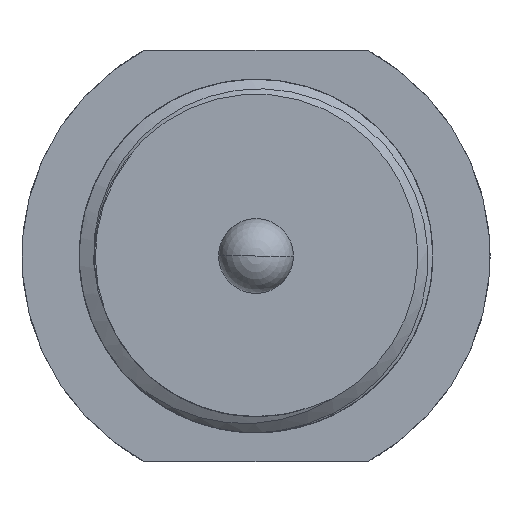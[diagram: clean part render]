
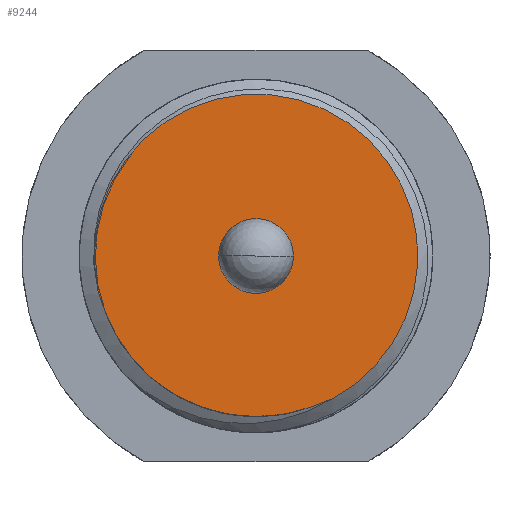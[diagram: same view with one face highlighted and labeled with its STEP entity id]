
A CAD part, left-side view. The second image highlights one B-rep face of the part: STEP entity #9244.
In plain terms, the highlighted planar face has unit normal (-1, 0, 0).
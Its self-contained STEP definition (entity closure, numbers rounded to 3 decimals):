
#812=CARTESIAN_POINT('',(-13.5,-2.949,-8.062));
#905=CARTESIAN_POINT('',(-13.5,8.062,-2.949));
#1545=CARTESIAN_POINT('',(-13.5,-4.061,-7.632));
#1559=CARTESIAN_POINT('',(-13.5,0.,0.));
#1560=DIRECTION('',(-1.,0.,0.));
#1561=DIRECTION('',(0.,-0.47,-0.883));
#1562=AXIS2_PLACEMENT_3D('',#1559,#1560,#1561);
#1564=CARTESIAN_POINT('',(-13.5,8.451,-1.823));
#1565=CARTESIAN_POINT('',(-13.5,8.416,-1.951));
#1566=CARTESIAN_POINT('',(-13.5,8.341,-2.206));
#1567=CARTESIAN_POINT('',(-13.5,8.211,-2.582));
#1568=CARTESIAN_POINT('',(-13.5,8.114,-2.828));
#1569=CARTESIAN_POINT('',(-13.5,8.062,-2.949));
#1571=CARTESIAN_POINT('',(-13.5,-2.949,-8.062));
#1572=CARTESIAN_POINT('',(-13.5,-3.076,-8.023));
#1573=CARTESIAN_POINT('',(-13.5,-3.327,-7.939));
#1574=CARTESIAN_POINT('',(-13.5,-3.698,-7.795));
#1575=CARTESIAN_POINT('',(-13.5,-3.941,-7.688));
#1576=CARTESIAN_POINT('',(-13.5,-4.061,-7.632));
#1578=CARTESIAN_POINT('',(-13.5,8.062,-2.949));
#1579=CARTESIAN_POINT('',(-13.5,7.921,-3.336));
#1580=CARTESIAN_POINT('',(-13.5,7.586,-4.079));
#1581=CARTESIAN_POINT('',(-13.5,6.928,-5.119));
#1582=CARTESIAN_POINT('',(-13.5,6.129,-6.052));
#1583=CARTESIAN_POINT('',(-13.5,5.205,-6.863));
#1584=CARTESIAN_POINT('',(-13.5,4.175,-7.534));
#1585=CARTESIAN_POINT('',(-13.5,3.061,-8.051));
#1586=CARTESIAN_POINT('',(-13.5,1.884,-8.405));
#1587=CARTESIAN_POINT('',(-13.5,0.668,-8.588));
#1588=CARTESIAN_POINT('',(-13.5,-0.56,-8.595));
#1589=CARTESIAN_POINT('',(-13.5,-1.779,-8.428));
#1590=CARTESIAN_POINT('',(-13.5,-2.563,-8.203));
#1591=CARTESIAN_POINT('',(-13.5,-2.949,-8.062));
#1593=CARTESIAN_POINT('',(-13.5,0.,0.));
#1594=DIRECTION('',(1.,0.,0.));
#1595=DIRECTION('',(0.,1.,0.));
#1596=AXIS2_PLACEMENT_3D('',#1593,#1594,#1595);
#1598=CARTESIAN_POINT('',(-13.5,0.,0.));
#1599=DIRECTION('',(1.,0.,0.));
#1600=DIRECTION('',(0.,-1.,0.));
#1601=AXIS2_PLACEMENT_3D('',#1598,#1599,#1600);
#5994=VERTEX_POINT('',#905);
#5995=VERTEX_POINT('',#812);
#6010=VERTEX_POINT('',#1545);
#6021=VERTEX_POINT('',#1564);
#6910=CARTESIAN_POINT('',(-13.5,2.,0.));
#6911=CARTESIAN_POINT('',(-13.5,-2.,0.));
#6912=VERTEX_POINT('',#6910);
#6913=VERTEX_POINT('',#6911);
#9227=CARTESIAN_POINT('',(-13.5,0.,0.));
#9228=DIRECTION('',(-1.,0.,0.));
#9229=DIRECTION('',(0.,1.,0.));
#9230=AXIS2_PLACEMENT_3D('',#9227,#9228,#9229);
#9231=PLANE('',#9230);
#9232=ORIENTED_EDGE('',*,*,#8646,.F.);
#9233=ORIENTED_EDGE('',*,*,#9210,.F.);
#9234=ORIENTED_EDGE('',*,*,#8307,.F.);
#9235=ORIENTED_EDGE('',*,*,#8477,.F.);
#9236=EDGE_LOOP('',(#9232,#9233,#9234,#9235));
#9237=FACE_OUTER_BOUND('',#9236,.F.);
#9239=ORIENTED_EDGE('',*,*,#9238,.F.);
#9241=ORIENTED_EDGE('',*,*,#9240,.F.);
#9242=EDGE_LOOP('',(#9239,#9241));
#9243=FACE_BOUND('',#9242,.F.);
#9244=ADVANCED_FACE('',(#9237,#9243),#9231,.T.);
#1563=CIRCLE('',#1562,8.645);
#1570=B_SPLINE_CURVE_WITH_KNOTS('',3,(#1564,#1565,#1566,#1567,#1568,#1569),
.UNSPECIFIED.,.F.,.F.,(4,1,1,4),(0.,0.333,0.667,1.),
.UNSPECIFIED.);
#1577=B_SPLINE_CURVE_WITH_KNOTS('',3,(#1571,#1572,#1573,#1574,#1575,#1576),
.UNSPECIFIED.,.F.,.F.,(4,1,1,4),(0.,0.333,0.667,1.),
.UNSPECIFIED.);
#1592=B_SPLINE_CURVE_WITH_KNOTS('',3,(#1578,#1579,#1580,#1581,#1582,#1583,#1584,
#1585,#1586,#1587,#1588,#1589,#1590,#1591),.UNSPECIFIED.,.F.,.F.,(4,1,1,1,1,1,1,
1,1,1,1,4),(0.,0.091,0.182,0.273,
0.364,0.455,0.545,0.636,
0.727,0.818,0.909,1.),.UNSPECIFIED.);
#1597=CIRCLE('',#1596,2.);
#1602=CIRCLE('',#1601,2.);
#8307=EDGE_CURVE('',#5995,#6010,#1577,.T.);
#8477=EDGE_CURVE('',#5994,#5995,#1592,.T.);
#8646=EDGE_CURVE('',#6021,#5994,#1570,.T.);
#9210=EDGE_CURVE('',#6010,#6021,#1563,.T.);
#9238=EDGE_CURVE('',#6912,#6913,#1597,.T.);
#9240=EDGE_CURVE('',#6913,#6912,#1602,.T.);
